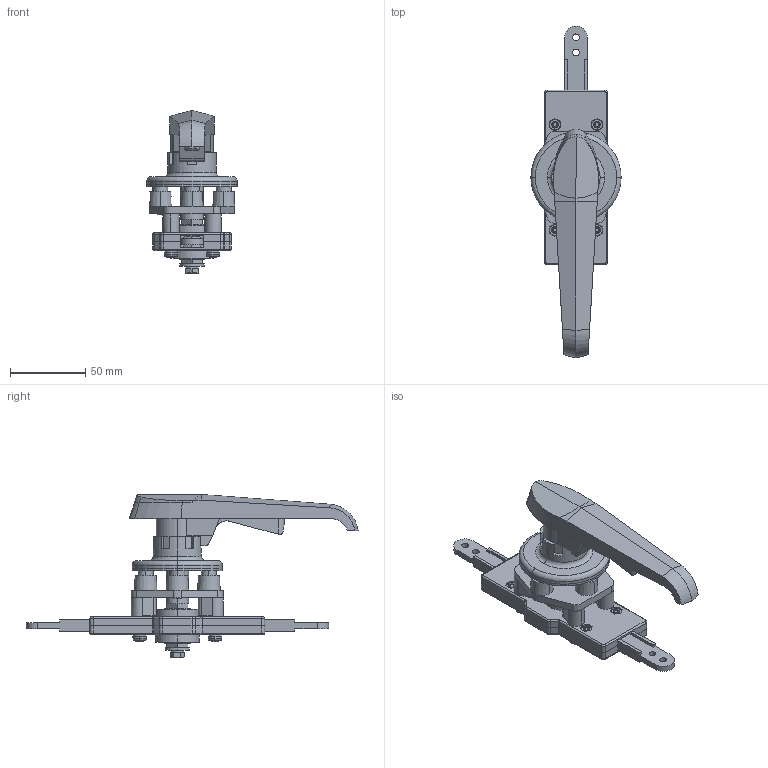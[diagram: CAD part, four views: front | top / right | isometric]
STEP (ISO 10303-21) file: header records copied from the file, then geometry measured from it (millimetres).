
FILE_DESCRIPTION (( 'STEP AP203' ), '1' );
FILE_NAME ('AC-100-A-1-TAK60.STEP', '2022-07-04T01:00:07', ( '' ), ( '' ), 'SwSTEP 2.0', 'SolidWorks 2021', '' );
FILE_SCHEMA (( 'CONFIG_CONTROL_DESIGN' ));
Length unit declared in the file: millimetre
Products named in the file (19): A-140-W-1本体__-1-1(TAK60); AC-100-A-1-TAK60; AC-100-A-1_arm_; AC-100-A-1_cross-recessed head machine screw__M5x20十字穴付なべ小ねじ(鉄)SWシングルセムス(P2); AC-100-A-1_spacer_; AC-100-A-1_cross-recessed head machine screw__M4x8十字穴付なべ小ねじ(鉄)SWシングルセムス(P2); A-140-W-1蓋__-1-1; AC-100-A-1_hex head bolt__M5x20十字穴付六角ボルト(SUS)SWシングルセムス(P2); AC-100-A-1_square washer_; A-140-W-1僷僢僉儞_; AC-100-A-1_cross-recessed head machine screw__M4x12十字穴付なべ小ねじ(鉄)SWシングルセムス(P2); AC-100-A-1_cam_; AC-100-A-1_body assy_; A-140-W-1__A-140-W-1-1-TAK60; AC-100-A-1_body__本体A; A-140-W-1受座_; AC-100-A-1_withdraw and pay for the fittings_; AC-100-A-1_hex nut__M4ナット(鉄)1種_呼び径基準; AC-100-A-1_body__本体B
Assembly tree (31 placements, depth 3):
  AC-100-A-1-TAK60
    AC-100-A-1_body assy_
      AC-100-A-1_body__本体B
      AC-100-A-1_body__本体A
      AC-100-A-1_arm_  x2
      AC-100-A-1_withdraw and pay for the fittings_
      AC-100-A-1_cross-recessed head machine screw__M5x20十字穴付なべ小ねじ(鉄)SWシングルセムス(P2)  x4
      AC-100-A-1_cross-recessed head machine screw__M4x12十字穴付なべ小ねじ(鉄)SWシングルセムス(P2)  x4
      AC-100-A-1_cross-recessed head machine screw__M4x8十字穴付なべ小ねじ(鉄)SWシングルセムス(P2)  x4
      AC-100-A-1_hex nut__M4ナット(鉄)1種_呼び径基準  x4
      AC-100-A-1_cam_
      AC-100-A-1_square washer_
      AC-100-A-1_spacer_
      AC-100-A-1_hex head bolt__M5x20十字穴付六角ボルト(SUS)SWシングルセムス(P2)
    A-140-W-1__A-140-W-1-1-TAK60
      A-140-W-1僷僢僉儞_
      A-140-W-1受座_
      A-140-W-1本体__-1-1(TAK60)
      A-140-W-1蓋__-1-1
Bounding box: 60 x 220.5 x 108.3 mm (x, y, z)
Volume: 153948.9 mm3; surface area: 89620.5 mm2
Topology: 29 solids, 29 shells, 1342 faces, 3406 edges, 2196 vertices
Faces by surface type: plane 684, cylinder 446, cone 120, torus 54, sphere 28, bspline 10
Entity records: 27939 total; most frequent: CARTESIAN_POINT 4968, DIRECTION 4497, ORIENTED_EDGE 4180, EDGE_CURVE 2090, AXIS2_PLACEMENT_3D 1676, VERTEX_POINT 1354, LINE 1145, VECTOR 1145
